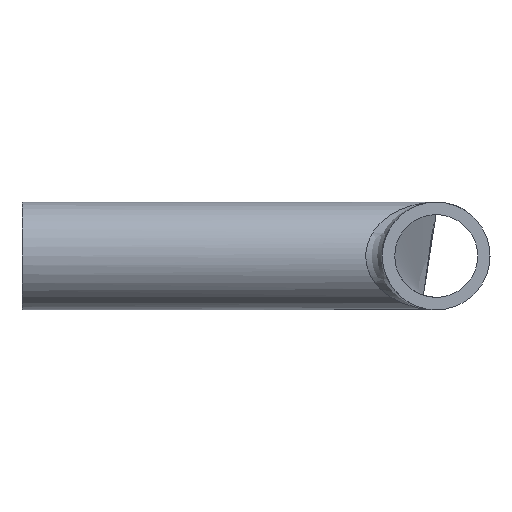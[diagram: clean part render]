
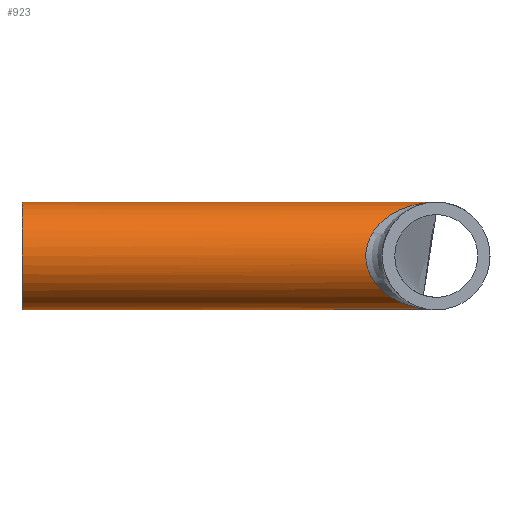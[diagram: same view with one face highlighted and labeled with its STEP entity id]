
A CAD part, left-side view. The second image highlights one B-rep face of the part: STEP entity #923.
In plain terms, the highlighted cylindrical face has radius 6.5 mm (diameter 13 mm), a full revolution.
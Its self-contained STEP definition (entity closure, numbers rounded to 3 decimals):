
#365 = CYLINDRICAL_SURFACE ( 'NONE', #10631, 6.5 ) ;
#495 = CIRCLE ( 'NONE', #3809, 6.5 ) ;
#640 = CARTESIAN_POINT ( 'NONE',  ( 13., 17., -6.5 ) ) ;
#696 = CARTESIAN_POINT ( 'NONE',  ( 0., 50., 6.5 ) ) ;
#923 = ADVANCED_FACE ( 'NONE', ( #3651, #8271 ), #365, .T. ) ;
#1527 = EDGE_LOOP ( 'NONE', ( #1627, #2942 ) ) ;
#1627 = ORIENTED_EDGE ( 'NONE', *, *, #8955, .T. ) ;
#2056 = EDGE_LOOP ( 'NONE', ( #6496 ) ) ;
#2556 = CARTESIAN_POINT ( 'NONE',  ( 0., 50., 0. ) ) ;
#2942 = ORIENTED_EDGE ( 'NONE', *, *, #10122, .T. ) ;
#2997 = DIRECTION ( 'NONE',  ( 0., -1., 0. ) ) ;
#3651 = FACE_OUTER_BOUND ( 'NONE', #1527, .T. ) ;
#3700 = CARTESIAN_POINT ( 'NONE',  ( 0., 50., 0. ) ) ;
#3809 = AXIS2_PLACEMENT_3D ( 'NONE', #2556, #7182, #7113 ) ;
#3872 = DIRECTION ( 'NONE',  ( 0., 0., -1. ) ) ;
#4313 = CARTESIAN_POINT ( 'NONE',  ( 13., 17., 6.5 ) ) ;
#4380 =( BOUNDED_CURVE ( )  B_SPLINE_CURVE ( 3, ( #8551, #4313, #640, #7854 ),
 .UNSPECIFIED., .F., .T. ) 
 B_SPLINE_CURVE_WITH_KNOTS ( ( 4, 4 ),
 ( 1.571, 4.712 ),
 .UNSPECIFIED. ) 
 CURVE ( )  GEOMETRIC_REPRESENTATION_ITEM ( )  RATIONAL_B_SPLINE_CURVE ( ( 1., 0.333, 0.333, 1. ) ) 
 REPRESENTATION_ITEM ( '' )  );
#4683 = VERTEX_POINT ( 'NONE', #7880 ) ;
#5644 =( BOUNDED_CURVE ( )  B_SPLINE_CURVE ( 3, ( #7059, #11401, #6198, #9753 ),
 .UNSPECIFIED., .F., .T. ) 
 B_SPLINE_CURVE_WITH_KNOTS ( ( 4, 4 ),
 ( 4.712, 7.854 ),
 .UNSPECIFIED. ) 
 CURVE ( )  GEOMETRIC_REPRESENTATION_ITEM ( )  RATIONAL_B_SPLINE_CURVE ( ( 1., 0.333, 0.333, 1. ) ) 
 REPRESENTATION_ITEM ( '' )  );
#6198 = CARTESIAN_POINT ( 'NONE',  ( -13., 17., 6.5 ) ) ;
#6496 = ORIENTED_EDGE ( 'NONE', *, *, #8051, .F. ) ;
#7059 = CARTESIAN_POINT ( 'NONE',  ( 0., 0., -6.5 ) ) ;
#7113 = DIRECTION ( 'NONE',  ( 0., 0., 1. ) ) ;
#7182 = DIRECTION ( 'NONE',  ( 0., 1., 0. ) ) ;
#7854 = CARTESIAN_POINT ( 'NONE',  ( 0., 0., -6.5 ) ) ;
#7880 = CARTESIAN_POINT ( 'NONE',  ( 0., 0., -6.5 ) ) ;
#8051 = EDGE_CURVE ( 'NONE', #11317, #11317, #495, .T. ) ;
#8259 = CARTESIAN_POINT ( 'NONE',  ( 0., 0., 6.5 ) ) ;
#8271 = FACE_OUTER_BOUND ( 'NONE', #2056, .T. ) ;
#8551 = CARTESIAN_POINT ( 'NONE',  ( 0., 0., 6.5 ) ) ;
#8955 = EDGE_CURVE ( 'NONE', #4683, #9282, #5644, .T. ) ;
#9282 = VERTEX_POINT ( 'NONE', #8259 ) ;
#9753 = CARTESIAN_POINT ( 'NONE',  ( 0., 0., 6.5 ) ) ;
#10122 = EDGE_CURVE ( 'NONE', #9282, #4683, #4380, .T. ) ;
#10631 = AXIS2_PLACEMENT_3D ( 'NONE', #3700, #2997, #3872 ) ;
#11317 = VERTEX_POINT ( 'NONE', #696 ) ;
#11401 = CARTESIAN_POINT ( 'NONE',  ( -13., 17., -6.5 ) ) ;
